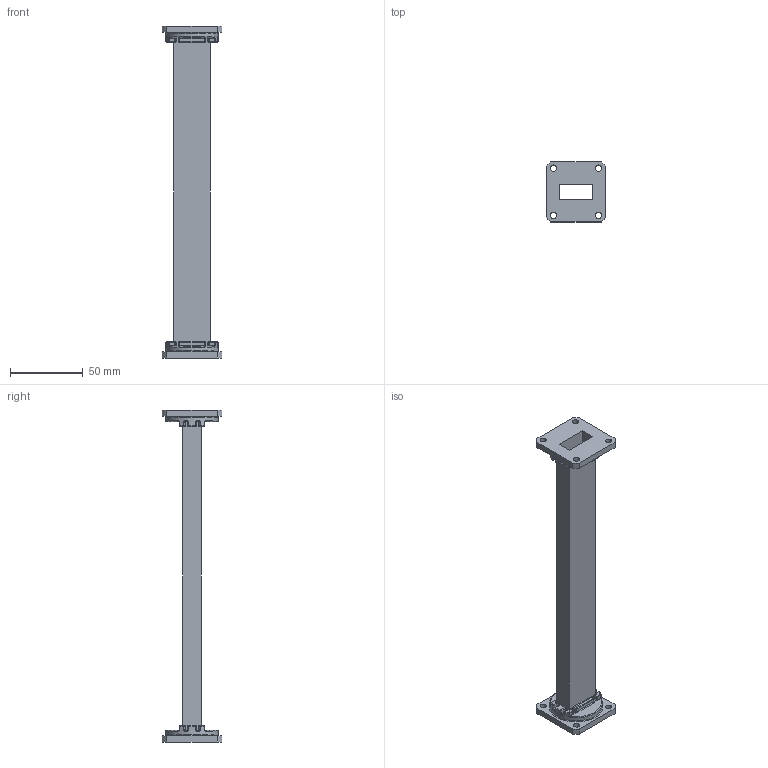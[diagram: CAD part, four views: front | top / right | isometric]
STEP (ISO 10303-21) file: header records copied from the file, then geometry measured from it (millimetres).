
FILE_DESCRIPTION (( 'STEP AP203' ), '1' );
FILE_NAME ('PE-W90S001A-9_3D.step', '2022-04-28T17:44:10', ( '' ), ( '' ), 'SwSTEP 2.0', 'SolidWorks 2021', '' );
FILE_SCHEMA (( 'CONFIG_CONTROL_DESIGN' ));
Length unit declared in the file: inch
Products named in the file (1): PE-W90S001A-9_3D
Bounding box: 41.27 x 41.27 x 228.6 mm (x, y, z)
Volume: 38397.6 mm3; surface area: 39602.4 mm2
Topology: 1 solids, 1 shells, 488 faces, 1154 edges, 590 vertices
Faces by surface type: cylinder 218, plane 92, torus 82, sphere 72, bspline 24
Full cylindrical faces by diameter (mm): 4.293 x8, 36.116 x2
Entity records: 14184 total; most frequent: CARTESIAN_POINT 3298, DIRECTION 2506, ORIENTED_EDGE 2120, EDGE_CURVE 1060, AXIS2_PLACEMENT_3D 1029, VERTEX_POINT 588, CIRCLE 564, EDGE_LOOP 520
